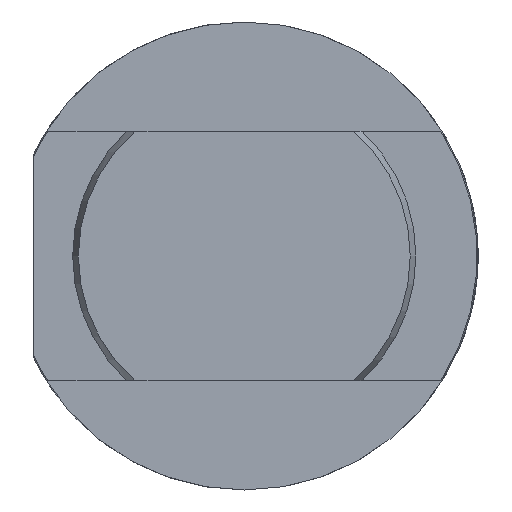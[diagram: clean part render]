
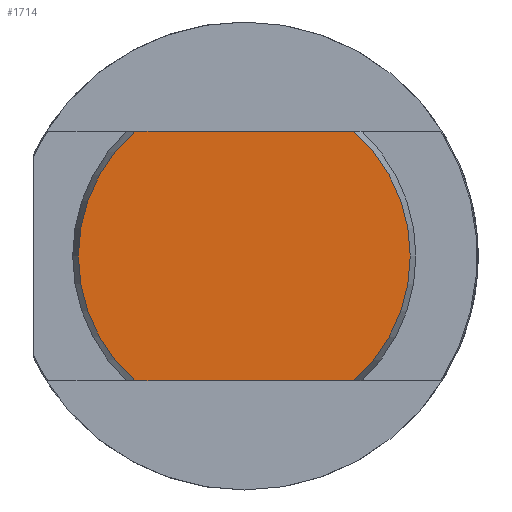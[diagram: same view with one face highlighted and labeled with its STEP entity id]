
A CAD part, left-side view. The second image highlights one B-rep face of the part: STEP entity #1714.
In plain terms, the highlighted planar face has unit normal (-1, 0, 0).
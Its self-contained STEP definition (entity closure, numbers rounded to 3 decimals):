
#35 = VERTEX_POINT ( 'NONE', #473 ) ;
#54 = VERTEX_POINT ( 'NONE', #467 ) ;
#172 = CARTESIAN_POINT ( 'NONE',  ( 0., 7.009, 8. ) ) ;
#206 = CARTESIAN_POINT ( 'NONE',  ( 0., 7.009, -8. ) ) ;
#467 = CARTESIAN_POINT ( 'NONE',  ( 0., -7.009, 8. ) ) ;
#473 = CARTESIAN_POINT ( 'NONE',  ( 0., -7.009, -8. ) ) ;
#677 = LINE ( 'NONE', #2171, #679 ) ;
#679 = VECTOR ( 'NONE', #2172, 1000. ) ;
#681 = VECTOR ( 'NONE', #2182, 1000. ) ;
#691 = LINE ( 'NONE', #2181, #681 ) ;
#695 = CIRCLE ( 'NONE', #1843, 10.636 ) ;
#697 = VERTEX_POINT ( 'NONE', #206 ) ;
#703 = VERTEX_POINT ( 'NONE', #172 ) ;
#804 = CIRCLE ( 'NONE', #1882, 10.636 ) ;
#1062 = FACE_OUTER_BOUND ( 'NONE', #3656, .T. ) ;
#1348 = EDGE_CURVE ( 'NONE', #35, #697, #677, .T. ) ;
#1351 = EDGE_CURVE ( 'NONE', #703, #54, #691, .T. ) ;
#1352 = EDGE_CURVE ( 'NONE', #703, #697, #695, .T. ) ;
#1437 = EDGE_CURVE ( 'NONE', #35, #54, #804, .T. ) ;
#1714 = ADVANCED_FACE ( 'NONE', ( #1062 ), #2989, .F. ) ;
#1843 = AXIS2_PLACEMENT_3D ( 'NONE', #2177, #2183, #2184 ) ;
#1882 = AXIS2_PLACEMENT_3D ( 'NONE', #2422, #2423, #2424 ) ;
#2012 = AXIS2_PLACEMENT_3D ( 'NONE', #2988, #2991, #2992 ) ;
#2171 = CARTESIAN_POINT ( 'NONE',  ( 0., 12.75, -8. ) ) ;
#2172 = DIRECTION ( 'NONE',  ( 0., 1., 0. ) ) ;
#2177 = CARTESIAN_POINT ( 'NONE',  ( 0., 0., 0. ) ) ;
#2181 = CARTESIAN_POINT ( 'NONE',  ( 0., 12.75, 8. ) ) ;
#2182 = DIRECTION ( 'NONE',  ( 0., -1., 0. ) ) ;
#2183 = DIRECTION ( 'NONE',  ( -1., 0., 0. ) ) ;
#2184 = DIRECTION ( 'NONE',  ( 0., 0., -1. ) ) ;
#2422 = CARTESIAN_POINT ( 'NONE',  ( 0., 0., 0. ) ) ;
#2423 = DIRECTION ( 'NONE',  ( -1., 0., 0. ) ) ;
#2424 = DIRECTION ( 'NONE',  ( 0., 0., -1. ) ) ;
#2988 = CARTESIAN_POINT ( 'NONE',  ( 0., 0., 0. ) ) ;
#2989 = PLANE ( 'NONE',  #2012 ) ;
#2991 = DIRECTION ( 'NONE',  ( 1., 0., 0. ) ) ;
#2992 = DIRECTION ( 'NONE',  ( 0., 0., -1. ) ) ;
#3556 = ORIENTED_EDGE ( 'NONE', *, *, #1437, .T. ) ;
#3566 = ORIENTED_EDGE ( 'NONE', *, *, #1348, .F. ) ;
#3579 = ORIENTED_EDGE ( 'NONE', *, *, #1352, .T. ) ;
#3580 = ORIENTED_EDGE ( 'NONE', *, *, #1351, .F. ) ;
#3656 = EDGE_LOOP ( 'NONE', ( #3579, #3566, #3556, #3580 ) ) ;
